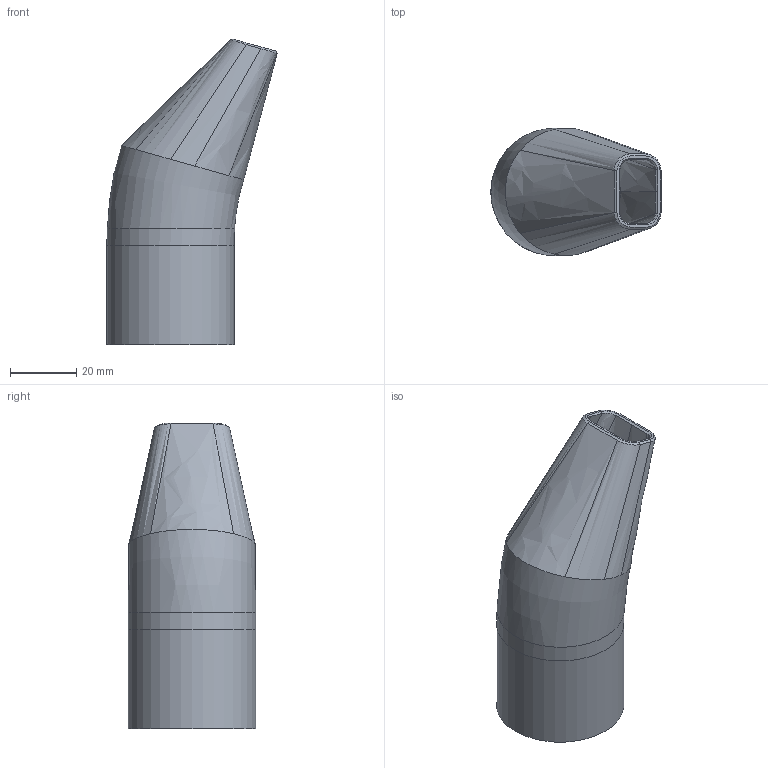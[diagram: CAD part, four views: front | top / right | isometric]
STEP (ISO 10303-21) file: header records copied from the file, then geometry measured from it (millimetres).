
FILE_DESCRIPTION(('FreeCAD Model'),'2;1');
FILE_NAME('Open CASCADE Shape Model','2024-03-23T22:43:08',(''),(''), 'Open CASCADE STEP processor 7.7','FreeCAD','Unknown');
FILE_SCHEMA(('AP242_MANAGED_MODEL_BASED_3D_ENGINEERING_MIM_LF. {1 0 10303 442 1 1 4 }'));
Length unit declared in the file: millimetre
Products named in the file (1): Body
Bounding box: 51.44 x 38.4 x 92.27 mm (x, y, z)
Volume: 20750.9 mm3; surface area: 20068.9 mm2
Topology: 1 solids, 1 shells, 45 faces, 104 edges, 61 vertices
Faces by surface type: bspline 36, plane 2, cylinder 2, extrusion 2, revolution 2, cone 1
Full cylindrical faces by diameter (mm): 34 x1, 38.4 x1
Entity records: 5362 total; most frequent: CARTESIAN_POINT 3536, DIRECTION 221, ORIENTED_EDGE 208, PCURVE 208, DEFINITIONAL_REPRESENTATION 208, VECTOR 143, B_SPLINE_CURVE_WITH_KNOTS 142, LINE 141
